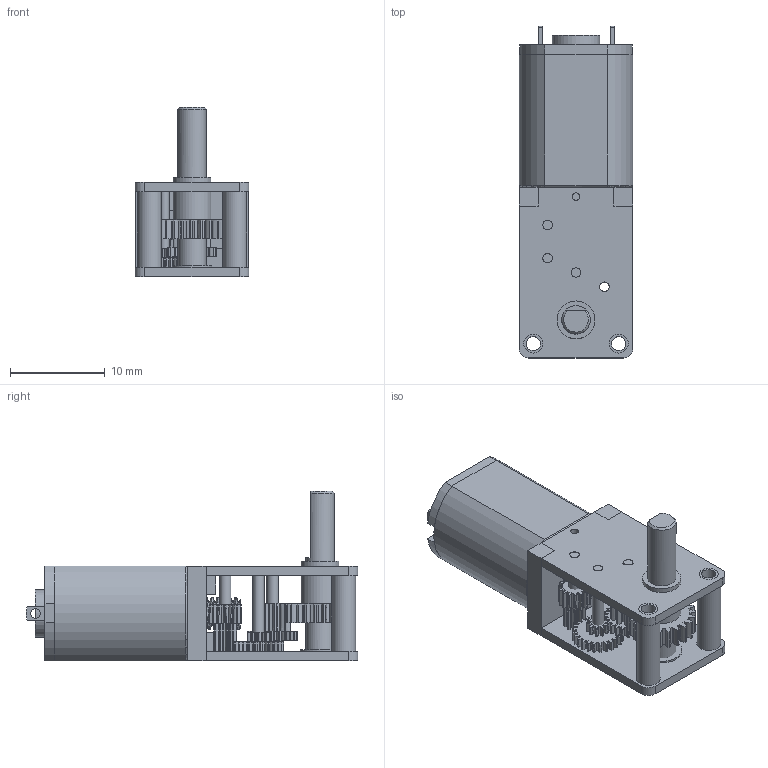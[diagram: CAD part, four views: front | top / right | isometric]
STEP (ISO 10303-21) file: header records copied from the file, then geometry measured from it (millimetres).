
FILE_DESCRIPTION(('FreeCAD Model'),'2;1');
FILE_NAME('Open CASCADE Shape Model','2023-09-27T17:29:55',(''),(''), 'Open CASCADE STEP processor 7.6','FreeCAD','Unknown');
FILE_SCHEMA(('AUTOMOTIVE_DESIGN { 1 0 10303 214 1 1 1 1 }'));
Length unit declared in the file: millimetre
Products named in the file (26): Micro_DC_Gearmotor; DC-Motor; Körper; Lager; Kontakt; Kontakt001; Gear; MotorPlate; GearCase_Top; GearCase_Bot; Welle; Welle_001; Welle_002; Welle_003; WormGear; InvoluteGear; InvoluteGear001; InvoluteGear002; InvoluteGear003; InvoluteGear004; InvoluteGear005; InvoluteGear006; Huelse; Huelse001; Tube006; Fusion003
Assembly tree (25 placements, depth 3):
  Micro_DC_Gearmotor
    DC-Motor
      Körper
      Lager
      Kontakt
      Kontakt001
    Gear
      MotorPlate
      GearCase_Top
      GearCase_Bot
      Welle
      Welle_001
      Welle_002
      Welle_003
      WormGear
      InvoluteGear
      InvoluteGear001
      InvoluteGear002
      InvoluteGear003
      InvoluteGear004
      InvoluteGear005
      InvoluteGear006
      Huelse
      Huelse001
      Tube006
      Fusion003
Bounding box: 12 x 34.99 x 17.9 mm (x, y, z)
Volume: 2581.9 mm3; surface area: 3590.8 mm2
Topology: 23 solids, 23 shells, 894 faces, 2490 edges, 1655 vertices
Faces by surface type: extrusion 588, plane 143, bspline 94, cylinder 65, torus 2, cone 2
Full cylindrical faces by diameter (mm): 0.8 x2, 1 x15, 1.2 x4, 1.5 x7, 2 x9, 2.5 x2, 3 x6, 4 x3, 4.1 x1, 4.2 x1, 5 x1
Entity records: 37341 total; most frequent: CARTESIAN_POINT 16717, ORIENTED_EDGE 4980, EDGE_CURVE 2490, DIRECTION 2232, B_SPLINE_CURVE_WITH_KNOTS 2041, VERTEX_POINT 1655, VECTOR 1484, FACE_BOUND 953
